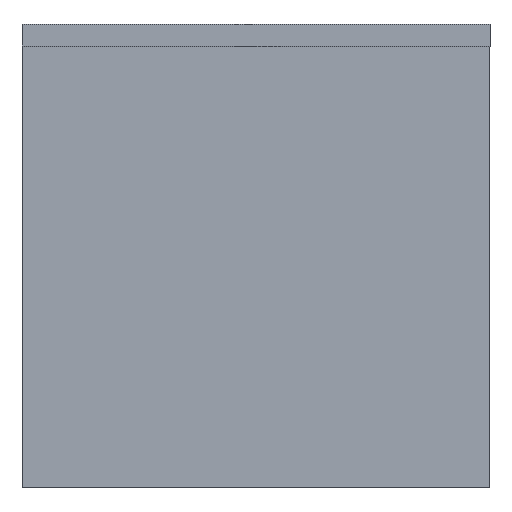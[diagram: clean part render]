
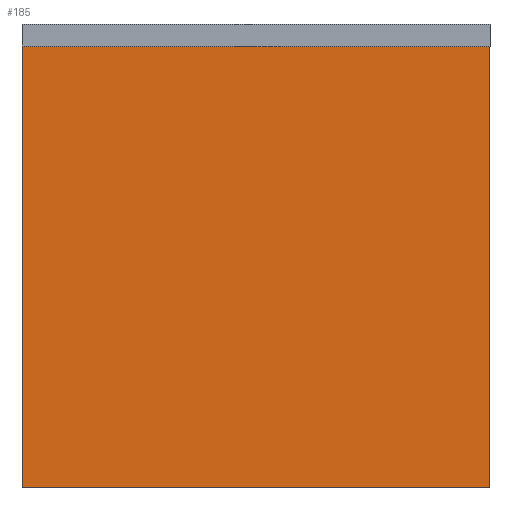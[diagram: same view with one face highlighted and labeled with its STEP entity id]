
A CAD part, top view. The second image highlights one B-rep face of the part: STEP entity #185.
In plain terms, the highlighted planar face has unit normal (0, 0, 1).
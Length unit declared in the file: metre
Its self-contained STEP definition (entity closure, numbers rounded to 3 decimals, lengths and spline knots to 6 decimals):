
#14=LINE('',#266,#35);
#30=LINE('',#297,#51);
#32=LINE('',#304,#53);
#33=LINE('',#306,#54);
#35=VECTOR('',#219,1.);
#51=VECTOR('',#243,1.);
#53=VECTOR('',#251,1.);
#54=VECTOR('',#254,1.);
#95=ORIENTED_EDGE('',*,*,#103,.F.);
#96=ORIENTED_EDGE('',*,*,#119,.T.);
#97=ORIENTED_EDGE('',*,*,#122,.T.);
#98=ORIENTED_EDGE('',*,*,#123,.F.);
#103=EDGE_CURVE('',#125,#127,#14,.T.);
#119=EDGE_CURVE('',#125,#137,#30,.T.);
#122=EDGE_CURVE('',#137,#139,#32,.T.);
#123=EDGE_CURVE('',#127,#139,#33,.T.);
#125=VERTEX_POINT('',#264);
#127=VERTEX_POINT('',#267);
#137=VERTEX_POINT('',#296);
#139=VERTEX_POINT('',#303);
#152=EDGE_LOOP('',(#95,#96,#97,#98));
#165=FACE_BOUND('',#152,.T.);
#176=PLANE('',#210);
#185=ADVANCED_FACE('',(#165),#176,.T.);
#210=AXIS2_PLACEMENT_3D('',#307,#255,#256);
#219=DIRECTION('',(1.,0.,0.));
#243=DIRECTION('',(0.,-1.,0.));
#251=DIRECTION('',(1.,0.,0.));
#254=DIRECTION('',(0.,-1.,0.));
#255=DIRECTION('',(0.,0.,1.));
#256=DIRECTION('',(1.,0.,0.));
#264=CARTESIAN_POINT('',(-0.117348,-0.005,0.005));
#266=CARTESIAN_POINT('',(-0.063873,-0.005,0.005));
#267=CARTESIAN_POINT('',(-0.010398,-0.005,0.005));
#296=CARTESIAN_POINT('',(-0.117348,-0.105868,0.005));
#297=CARTESIAN_POINT('',(-0.117348,-0.055434,0.005));
#303=CARTESIAN_POINT('',(-0.010398,-0.105868,0.005));
#304=CARTESIAN_POINT('',(-0.063873,-0.105868,0.005));
#306=CARTESIAN_POINT('',(-0.010398,-0.055434,0.005));
#307=CARTESIAN_POINT('',(-0.063873,-0.055434,0.005));
